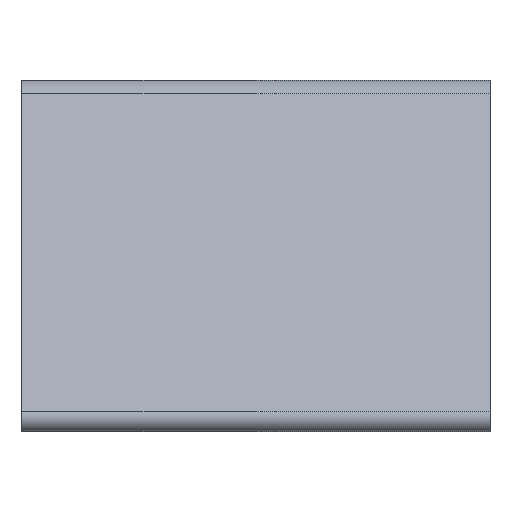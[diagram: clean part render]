
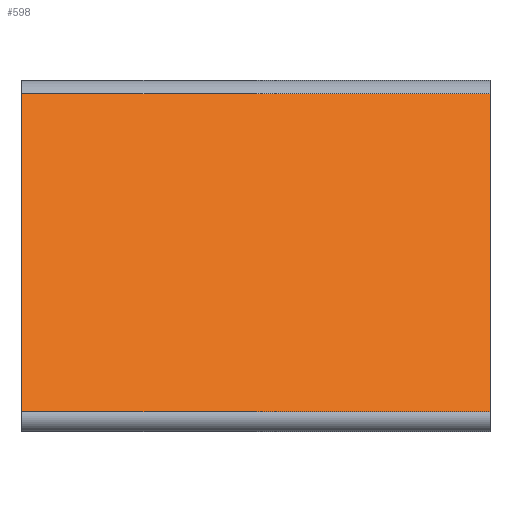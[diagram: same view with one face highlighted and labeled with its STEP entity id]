
A CAD part, front view. The second image highlights one B-rep face of the part: STEP entity #598.
In plain terms, the highlighted planar face has unit normal (0, -0.866, 0.5).
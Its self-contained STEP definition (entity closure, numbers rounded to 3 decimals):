
#64=FACE_OUTER_BOUND('',#97,.T.);
#97=EDGE_LOOP('',(#412,#413,#414,#415));
#137=LINE('',#911,#200);
#138=LINE('',#913,#201);
#139=LINE('',#915,#202);
#140=LINE('',#916,#203);
#200=VECTOR('',#726,10.);
#201=VECTOR('',#727,10.);
#202=VECTOR('',#728,10.);
#203=VECTOR('',#729,10.);
#263=VERTEX_POINT('',#909);
#264=VERTEX_POINT('',#910);
#265=VERTEX_POINT('',#912);
#266=VERTEX_POINT('',#914);
#323=EDGE_CURVE('',#263,#264,#137,.T.);
#324=EDGE_CURVE('',#263,#265,#138,.T.);
#325=EDGE_CURVE('',#266,#265,#139,.T.);
#326=EDGE_CURVE('',#264,#266,#140,.T.);
#412=ORIENTED_EDGE('',*,*,#323,.F.);
#413=ORIENTED_EDGE('',*,*,#324,.T.);
#414=ORIENTED_EDGE('',*,*,#325,.F.);
#415=ORIENTED_EDGE('',*,*,#326,.F.);
#576=PLANE('',#649);
#598=ADVANCED_FACE('',(#64),#576,.T.);
#649=AXIS2_PLACEMENT_3D('',#908,#724,#725);
#724=DIRECTION('center_axis',(0.,-0.866,0.5));
#725=DIRECTION('ref_axis',(0.,-0.5,-0.866));
#726=DIRECTION('',(1.,0.,0.));
#727=DIRECTION('',(0.,-0.5,-0.866));
#728=DIRECTION('',(-1.,0.,0.));
#729=DIRECTION('',(0.,-0.5,-0.866));
#908=CARTESIAN_POINT('Origin',(0.,-16.339,25.16));
#909=CARTESIAN_POINT('',(0.,-17.971,22.334));
#910=CARTESIAN_POINT('',(35.,-17.971,22.334));
#911=CARTESIAN_POINT('',(0.,-17.971,22.334));
#912=CARTESIAN_POINT('',(0.,-31.7,-1.446));
#913=CARTESIAN_POINT('',(0.,-16.339,25.16));
#914=CARTESIAN_POINT('',(35.,-31.7,-1.446));
#915=CARTESIAN_POINT('',(0.,-31.7,-1.446));
#916=CARTESIAN_POINT('',(35.,-16.339,25.16));
